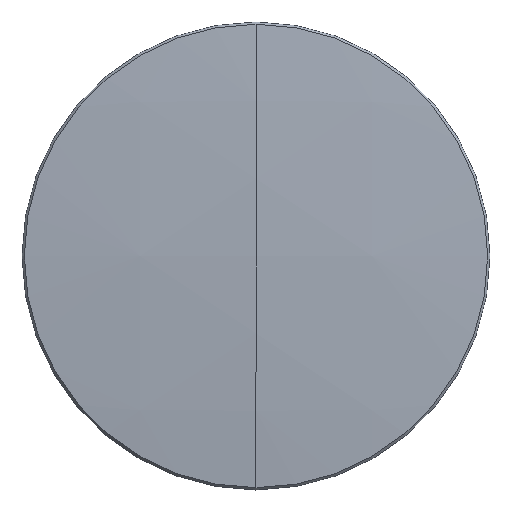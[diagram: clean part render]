
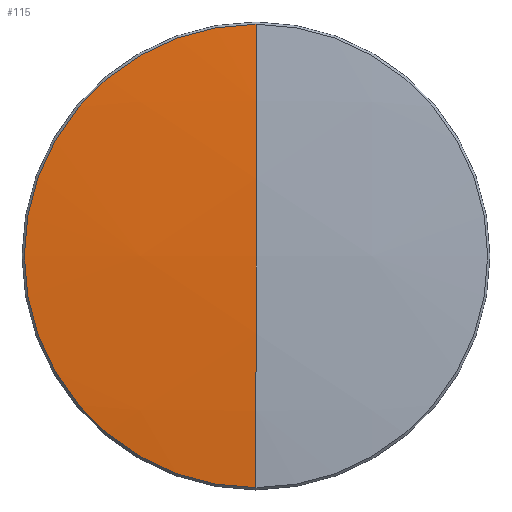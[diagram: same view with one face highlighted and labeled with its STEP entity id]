
A CAD part, top view. The second image highlights one B-rep face of the part: STEP entity #115.
In plain terms, the highlighted spherical face has radius 275.2 mm.
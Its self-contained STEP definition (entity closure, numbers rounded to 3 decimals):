
#16 = AXIS2_PLACEMENT_3D ( 'NONE', #289, #240, #273 ) ;
#19 = CIRCLE ( 'NONE', #16, 25.151 ) ;
#34 = DIRECTION ( 'NONE',  ( -1., 0., 0. ) ) ;
#69 = CIRCLE ( 'NONE', #364, 275.2 ) ;
#70 = ORIENTED_EDGE ( 'NONE', *, *, #337, .T. ) ;
#89 = DIRECTION ( 'NONE',  ( 0., -1., 0. ) ) ;
#90 = CARTESIAN_POINT ( 'NONE',  ( 0., 0., -272.5 ) ) ;
#94 = VERTEX_POINT ( 'NONE', #229 ) ;
#100 = CARTESIAN_POINT ( 'NONE',  ( 0., -25.151, 1.548 ) ) ;
#106 = VERTEX_POINT ( 'NONE', #118 ) ;
#115 = ADVANCED_FACE ( 'NONE', ( #325 ), #260, .T. ) ;
#118 = CARTESIAN_POINT ( 'NONE',  ( -25.151, 0., 1.548 ) ) ;
#120 = EDGE_CURVE ( 'NONE', #161, #360, #69, .T. ) ;
#128 = DIRECTION ( 'NONE',  ( -1., 0., 0. ) ) ;
#133 = DIRECTION ( 'NONE',  ( 1., 0., 0. ) ) ;
#161 = VERTEX_POINT ( 'NONE', #100 ) ;
#164 = CIRCLE ( 'NONE', #213, 275.2 ) ;
#188 = CARTESIAN_POINT ( 'NONE',  ( 0., 0., -272.5 ) ) ;
#191 = DIRECTION ( 'NONE',  ( -1., 0., 0. ) ) ;
#202 = CARTESIAN_POINT ( 'NONE',  ( 0., 0., 2.7 ) ) ;
#211 = AXIS2_PLACEMENT_3D ( 'NONE', #90, #191, #221 ) ;
#213 = AXIS2_PLACEMENT_3D ( 'NONE', #228, #133, #269 ) ;
#214 = CIRCLE ( 'NONE', #251, 25.151 ) ;
#215 = EDGE_LOOP ( 'NONE', ( #70, #241, #334, #239 ) ) ;
#218 = EDGE_CURVE ( 'NONE', #94, #360, #164, .T. ) ;
#221 = DIRECTION ( 'NONE',  ( 0., 1., 0. ) ) ;
#228 = CARTESIAN_POINT ( 'NONE',  ( 0., 0., -272.5 ) ) ;
#229 = CARTESIAN_POINT ( 'NONE',  ( 0., 25.151, 1.548 ) ) ;
#238 = CARTESIAN_POINT ( 'NONE',  ( 0., 0., 1.548 ) ) ;
#239 = ORIENTED_EDGE ( 'NONE', *, *, #218, .F. ) ;
#240 = DIRECTION ( 'NONE',  ( 0., 0., 1. ) ) ;
#241 = ORIENTED_EDGE ( 'NONE', *, *, #256, .T. ) ;
#251 = AXIS2_PLACEMENT_3D ( 'NONE', #238, #348, #128 ) ;
#256 = EDGE_CURVE ( 'NONE', #106, #161, #19, .T. ) ;
#260 = SPHERICAL_SURFACE ( 'NONE', #211, 275.2 ) ;
#269 = DIRECTION ( 'NONE',  ( 0., 0., -1. ) ) ;
#273 = DIRECTION ( 'NONE',  ( -1., 0., 0. ) ) ;
#289 = CARTESIAN_POINT ( 'NONE',  ( 0., 0., 1.548 ) ) ;
#325 = FACE_OUTER_BOUND ( 'NONE', #215, .T. ) ;
#334 = ORIENTED_EDGE ( 'NONE', *, *, #120, .T. ) ;
#337 = EDGE_CURVE ( 'NONE', #94, #106, #214, .T. ) ;
#348 = DIRECTION ( 'NONE',  ( 0., 0., 1. ) ) ;
#360 = VERTEX_POINT ( 'NONE', #202 ) ;
#364 = AXIS2_PLACEMENT_3D ( 'NONE', #188, #34, #89 ) ;
